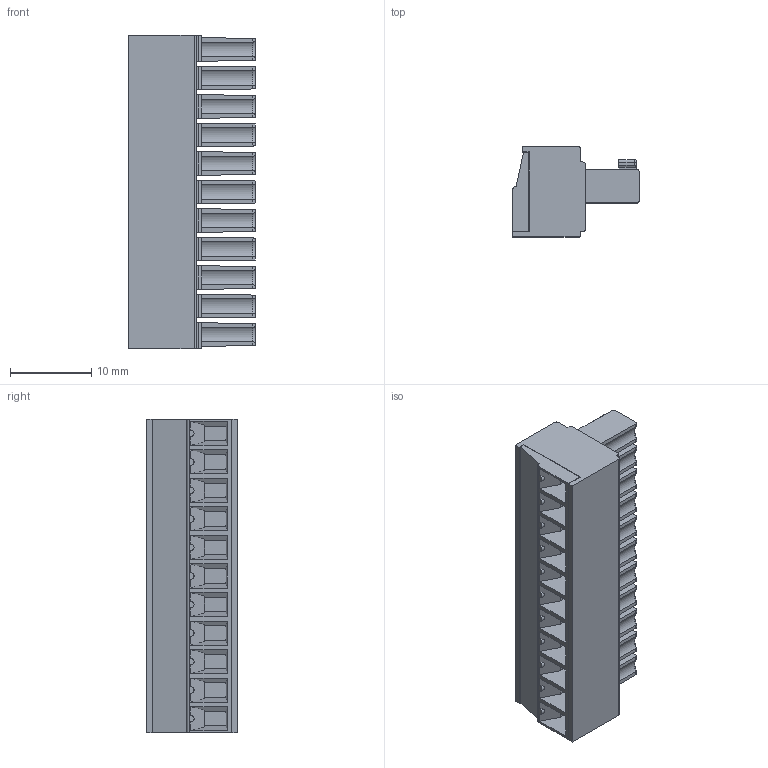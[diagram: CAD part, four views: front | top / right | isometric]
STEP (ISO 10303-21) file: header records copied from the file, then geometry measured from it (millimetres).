
FILE_DESCRIPTION(('STEP AP214'),'1');
FILE_NAME('SH11-3,5.stp','2018-11-19T08:32:29',(' '),(' '),'Spatial InterOp 3D',' ',' ');
FILE_SCHEMA(('AUTOMOTIVE_DESIGN { 1 0 10303 214 1 1 1 1 }'));
Length unit declared in the file: metre
Products named in the file (1): 1
Bounding box: 15.5 x 11.1 x 38.5 mm (x, y, z)
Volume: 3621.9 mm3; surface area: 4309.5 mm2
Topology: 1 solids, 1 shells, 901 faces, 2400 edges, 1532 vertices
Faces by surface type: plane 611, cylinder 202, torus 33, cone 33, sphere 22
Full cylindrical faces by diameter (mm): 1.2 x11, 2.8 x11, 3 x11
Entity records: 34541 total; most frequent: CARTESIAN_POINT 5297, ORIENTED_EDGE 4554, DIRECTION 4481, EDGE_CURVE 2277, LINE 1693, VECTOR 1693, VERTEX_POINT 1497, AXIS2_PLACEMENT_3D 1394
